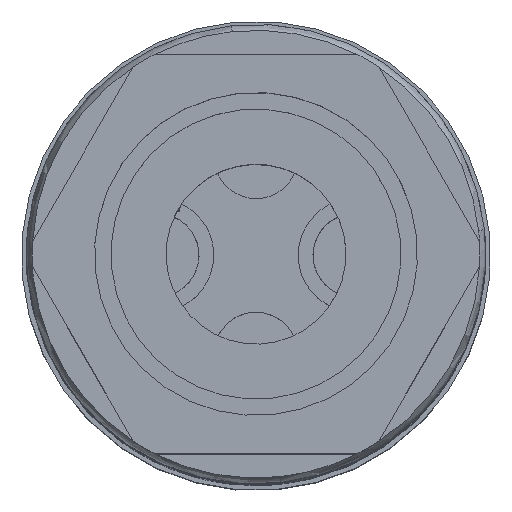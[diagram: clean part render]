
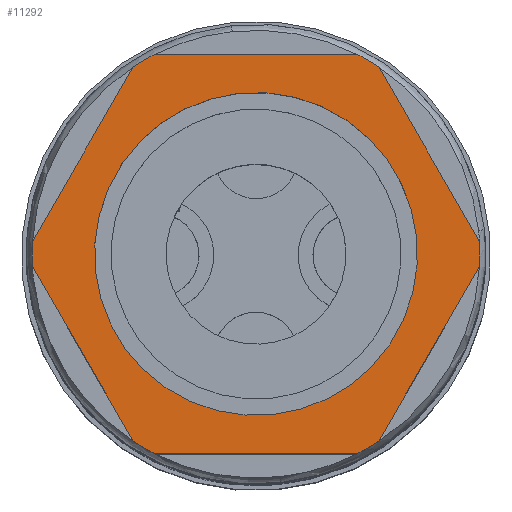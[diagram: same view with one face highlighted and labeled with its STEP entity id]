
A CAD part, top view. The second image highlights one B-rep face of the part: STEP entity #11292.
In plain terms, the highlighted planar face has unit normal (0, 0, 1).
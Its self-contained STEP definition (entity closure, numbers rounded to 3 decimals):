
#10717=AXIS2_PLACEMENT_3D('Circle Axis2P3D',#10715,#10716,$) ;
#10737=AXIS2_PLACEMENT_3D('Circle Axis2P3D',#10735,#10736,$) ;
#11011=AXIS2_PLACEMENT_3D('Circle Axis2P3D',#11009,#11010,$) ;
#11150=AXIS2_PLACEMENT_3D('Circle Axis2P3D',#11148,#11149,$) ;
#11181=AXIS2_PLACEMENT_3D('Circle Axis2P3D',#11179,#11180,$) ;
#11220=AXIS2_PLACEMENT_3D('Plane Axis2P3D',#11217,#11218,#11219) ;
#11231=AXIS2_PLACEMENT_3D('Circle Axis2P3D',#11229,#11230,$) ;
#11245=AXIS2_PLACEMENT_3D('Circle Axis2P3D',#11243,#11244,$) ;
#11259=AXIS2_PLACEMENT_3D('Circle Axis2P3D',#11257,#11258,$) ;
#10712=CARTESIAN_POINT('Vertex',(19.774,12.602,66.152)) ;
#10715=CARTESIAN_POINT('Axis2P3D Location',(11.741,11.741,66.152)) ;
#10719=CARTESIAN_POINT('Vertex',(3.708,10.881,66.152)) ;
#10735=CARTESIAN_POINT('Axis2P3D Location',(11.741,11.741,66.152)) ;
#11006=CARTESIAN_POINT('Vertex',(16.785,21.741,66.152)) ;
#11009=CARTESIAN_POINT('Axis2P3D Location',(11.741,11.741,66.152)) ;
#11013=CARTESIAN_POINT('Vertex',(17.879,21.109,66.152)) ;
#11138=CARTESIAN_POINT('Vertex',(0.559,12.373,66.152)) ;
#11145=CARTESIAN_POINT('Vertex',(0.559,11.109,66.152)) ;
#11148=CARTESIAN_POINT('Axis2P3D Location',(11.741,11.741,66.152)) ;
#11176=CARTESIAN_POINT('Vertex',(5.603,21.109,66.152)) ;
#11179=CARTESIAN_POINT('Axis2P3D Location',(11.741,11.741,66.152)) ;
#11183=CARTESIAN_POINT('Vertex',(6.697,21.741,66.152)) ;
#11204=CARTESIAN_POINT('Line Origine',(11.741,21.741,66.152)) ;
#11217=CARTESIAN_POINT('Axis2P3D Location',(0.625,10.55,66.152)) ;
#11222=CARTESIAN_POINT('Line Origine',(3.081,6.741,66.152)) ;
#11226=CARTESIAN_POINT('Vertex',(5.603,2.373,66.152)) ;
#11229=CARTESIAN_POINT('Axis2P3D Location',(11.741,11.741,66.152)) ;
#11233=CARTESIAN_POINT('Vertex',(6.697,1.741,66.152)) ;
#11236=CARTESIAN_POINT('Line Origine',(11.741,1.741,66.152)) ;
#11240=CARTESIAN_POINT('Vertex',(16.785,1.741,66.152)) ;
#11243=CARTESIAN_POINT('Axis2P3D Location',(11.741,11.741,66.152)) ;
#11247=CARTESIAN_POINT('Vertex',(17.879,2.373,66.152)) ;
#11250=CARTESIAN_POINT('Line Origine',(20.401,6.741,66.152)) ;
#11254=CARTESIAN_POINT('Vertex',(22.923,11.109,66.152)) ;
#11257=CARTESIAN_POINT('Axis2P3D Location',(11.741,11.741,66.152)) ;
#11261=CARTESIAN_POINT('Vertex',(22.923,12.373,66.152)) ;
#11264=CARTESIAN_POINT('Line Origine',(20.401,16.741,66.152)) ;
#11269=CARTESIAN_POINT('Line Origine',(3.081,16.741,66.152)) ;
#10716=DIRECTION('Axis2P3D Direction',(0.,0.,-1.)) ;
#10736=DIRECTION('Axis2P3D Direction',(0.,0.,-1.)) ;
#11010=DIRECTION('Axis2P3D Direction',(0.,0.,1.)) ;
#11149=DIRECTION('Axis2P3D Direction',(0.,0.,1.)) ;
#11180=DIRECTION('Axis2P3D Direction',(0.,0.,1.)) ;
#11205=DIRECTION('Vector Direction',(1.,0.,0.)) ;
#11218=DIRECTION('Axis2P3D Direction',(0.,0.,-1.)) ;
#11219=DIRECTION('Axis2P3D XDirection',(-0.994,-0.107,0.)) ;
#11223=DIRECTION('Vector Direction',(-0.5,0.866,0.)) ;
#11230=DIRECTION('Axis2P3D Direction',(0.,0.,-1.)) ;
#11237=DIRECTION('Vector Direction',(-1.,0.,0.)) ;
#11244=DIRECTION('Axis2P3D Direction',(0.,0.,-1.)) ;
#11251=DIRECTION('Vector Direction',(-0.5,-0.866,0.)) ;
#11258=DIRECTION('Axis2P3D Direction',(0.,0.,-1.)) ;
#11265=DIRECTION('Vector Direction',(0.5,-0.866,0.)) ;
#11270=DIRECTION('Vector Direction',(0.5,0.866,0.)) ;
#11206=VECTOR('Line Direction',#11205,1.) ;
#11224=VECTOR('Line Direction',#11223,1.) ;
#11238=VECTOR('Line Direction',#11237,1.) ;
#11252=VECTOR('Line Direction',#11251,1.) ;
#11266=VECTOR('Line Direction',#11265,1.) ;
#11271=VECTOR('Line Direction',#11270,1.) ;
#11275=ORIENTED_EDGE('',*,*,#11152,.T.) ;
#11276=ORIENTED_EDGE('',*,*,#11228,.F.) ;
#11277=ORIENTED_EDGE('',*,*,#11235,.T.) ;
#11278=ORIENTED_EDGE('',*,*,#11242,.F.) ;
#11279=ORIENTED_EDGE('',*,*,#11249,.T.) ;
#11280=ORIENTED_EDGE('',*,*,#11256,.F.) ;
#11281=ORIENTED_EDGE('',*,*,#11263,.T.) ;
#11282=ORIENTED_EDGE('',*,*,#11268,.F.) ;
#11283=ORIENTED_EDGE('',*,*,#11015,.T.) ;
#11284=ORIENTED_EDGE('',*,*,#11208,.F.) ;
#11285=ORIENTED_EDGE('',*,*,#11185,.T.) ;
#11286=ORIENTED_EDGE('',*,*,#11273,.F.) ;
#11289=ORIENTED_EDGE('',*,*,#10739,.T.) ;
#11290=ORIENTED_EDGE('',*,*,#10721,.T.) ;
#11291=FACE_BOUND('',#11288,.T.) ;
#11292=ADVANCED_FACE('MUTTER',(#11287,#11291),#11221,.F.) ;
#10718=CIRCLE('generated circle',#10717,8.079) ;
#10738=CIRCLE('generated circle',#10737,8.079) ;
#11012=CIRCLE('generated circle',#11011,11.2) ;
#11151=CIRCLE('generated circle',#11150,11.2) ;
#11182=CIRCLE('generated circle',#11181,11.2) ;
#11232=CIRCLE('generated circle',#11231,11.2) ;
#11246=CIRCLE('generated circle',#11245,11.2) ;
#11260=CIRCLE('generated circle',#11259,11.2) ;
#10721=EDGE_CURVE('',#10720,#10713,#10718,.T.) ;
#10739=EDGE_CURVE('',#10713,#10720,#10738,.T.) ;
#11015=EDGE_CURVE('',#11014,#11007,#11012,.T.) ;
#11152=EDGE_CURVE('',#11139,#11146,#11151,.T.) ;
#11185=EDGE_CURVE('',#11184,#11177,#11182,.T.) ;
#11208=EDGE_CURVE('',#11184,#11007,#11207,.T.) ;
#11228=EDGE_CURVE('',#11227,#11146,#11225,.T.) ;
#11235=EDGE_CURVE('',#11227,#11234,#11232,.F.) ;
#11242=EDGE_CURVE('',#11241,#11234,#11239,.T.) ;
#11249=EDGE_CURVE('',#11241,#11248,#11246,.F.) ;
#11256=EDGE_CURVE('',#11255,#11248,#11253,.T.) ;
#11263=EDGE_CURVE('',#11255,#11262,#11260,.F.) ;
#11268=EDGE_CURVE('',#11014,#11262,#11267,.T.) ;
#11273=EDGE_CURVE('',#11139,#11177,#11272,.T.) ;
#11274=EDGE_LOOP('',(#11275,#11276,#11277,#11278,#11279,#11280,#11281,#11282,#11283,#11284,#11285,#11286)) ;
#11288=EDGE_LOOP('',(#11289,#11290)) ;
#11287=FACE_OUTER_BOUND('',#11274,.T.) ;
#11207=LINE('Line',#11204,#11206) ;
#11225=LINE('Line',#11222,#11224) ;
#11239=LINE('Line',#11236,#11238) ;
#11253=LINE('Line',#11250,#11252) ;
#11267=LINE('Line',#11264,#11266) ;
#11272=LINE('Line',#11269,#11271) ;
#11221=PLANE('',#11220) ;
#10713=VERTEX_POINT('',#10712) ;
#10720=VERTEX_POINT('',#10719) ;
#11007=VERTEX_POINT('',#11006) ;
#11014=VERTEX_POINT('',#11013) ;
#11139=VERTEX_POINT('',#11138) ;
#11146=VERTEX_POINT('',#11145) ;
#11177=VERTEX_POINT('',#11176) ;
#11184=VERTEX_POINT('',#11183) ;
#11227=VERTEX_POINT('',#11226) ;
#11234=VERTEX_POINT('',#11233) ;
#11241=VERTEX_POINT('',#11240) ;
#11248=VERTEX_POINT('',#11247) ;
#11255=VERTEX_POINT('',#11254) ;
#11262=VERTEX_POINT('',#11261) ;
